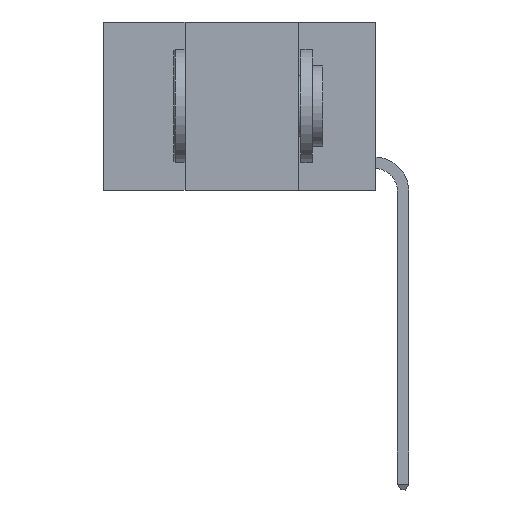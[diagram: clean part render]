
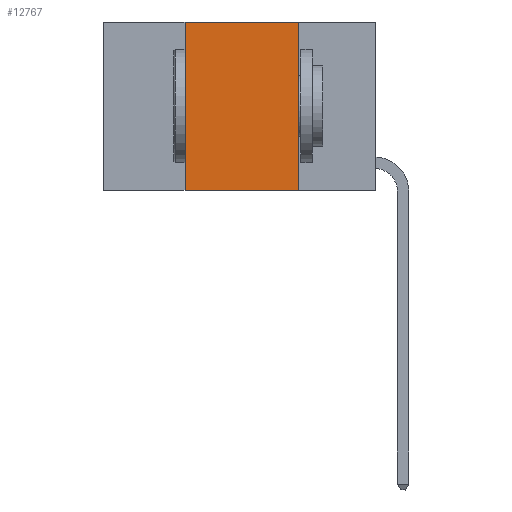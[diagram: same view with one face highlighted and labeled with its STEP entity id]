
A CAD part, left-side view. The second image highlights one B-rep face of the part: STEP entity #12767.
In plain terms, the highlighted planar face has unit normal (-1, 0, 0).
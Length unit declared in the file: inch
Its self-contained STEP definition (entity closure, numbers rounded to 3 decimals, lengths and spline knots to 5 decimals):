
#275 = CARTESIAN_POINT ( 'NONE',  ( 0., 0.6, -0.37 ) ) ;
#521 = CARTESIAN_POINT ( 'NONE',  ( 0., 0.6, 0. ) ) ;
#1246 = PLANE ( 'NONE',  #23787 ) ;
#3368 = CARTESIAN_POINT ( 'NONE',  ( 0., 0.17, -0.37 ) ) ;
#3426 = ORIENTED_EDGE ( 'NONE', *, *, #16889, .F. ) ;
#3474 = DIRECTION ( 'NONE',  ( 1., 0., 0. ) ) ;
#3827 = FACE_OUTER_BOUND ( 'NONE', #16444, .T. ) ;
#4359 = LINE ( 'NONE', #521, #25732 ) ;
#4365 = EDGE_CURVE ( 'NONE', #26618, #19606, #26568, .T. ) ;
#5545 = VERTEX_POINT ( 'NONE', #13910 ) ;
#6784 = CARTESIAN_POINT ( 'NONE',  ( 0., 0.17, 0. ) ) ;
#8927 = ORIENTED_EDGE ( 'NONE', *, *, #24822, .F. ) ;
#10285 = ORIENTED_EDGE ( 'NONE', *, *, #4365, .F. ) ;
#11825 = LINE ( 'NONE', #275, #22180 ) ;
#12750 = VERTEX_POINT ( 'NONE', #3368 ) ;
#12767 = ADVANCED_FACE ( 'NONE', ( #3827 ), #1246, .F. ) ;
#13170 = VECTOR ( 'NONE', #17076, 39.37008 ) ;
#13910 = CARTESIAN_POINT ( 'NONE',  ( 0., 0.17, 0. ) ) ;
#14906 = DIRECTION ( 'NONE',  ( 0., -1., 0. ) ) ;
#15931 = CARTESIAN_POINT ( 'NONE',  ( 0., 0.6, 0. ) ) ;
#16408 = CARTESIAN_POINT ( 'NONE',  ( 0., 0.42, 0. ) ) ;
#16444 = EDGE_LOOP ( 'NONE', ( #3426, #8927, #10285, #17109 ) ) ;
#16889 = EDGE_CURVE ( 'NONE', #5545, #12750, #24135, .T. ) ;
#17076 = DIRECTION ( 'NONE',  ( 0., 0., -1. ) ) ;
#17109 = ORIENTED_EDGE ( 'NONE', *, *, #18477, .T. ) ;
#18028 = DIRECTION ( 'NONE',  ( 0., 0., -1. ) ) ;
#18477 = EDGE_CURVE ( 'NONE', #26618, #12750, #11825, .T. ) ;
#19606 = VERTEX_POINT ( 'NONE', #16408 ) ;
#21104 = VECTOR ( 'NONE', #25740, 39.37008 ) ;
#21399 = DIRECTION ( 'NONE',  ( 0., -1., 0. ) ) ;
#21635 = CARTESIAN_POINT ( 'NONE',  ( 0., 0.42, 0. ) ) ;
#22180 = VECTOR ( 'NONE', #14906, 39.37008 ) ;
#23421 = CARTESIAN_POINT ( 'NONE',  ( 0., 0.42, -0.37 ) ) ;
#23787 = AXIS2_PLACEMENT_3D ( 'NONE', #15931, #3474, #18028 ) ;
#24135 = LINE ( 'NONE', #6784, #13170 ) ;
#24822 = EDGE_CURVE ( 'NONE', #19606, #5545, #4359, .T. ) ;
#25732 = VECTOR ( 'NONE', #21399, 39.37008 ) ;
#25740 = DIRECTION ( 'NONE',  ( 0., 0., 1. ) ) ;
#26568 = LINE ( 'NONE', #21635, #21104 ) ;
#26618 = VERTEX_POINT ( 'NONE', #23421 ) ;
